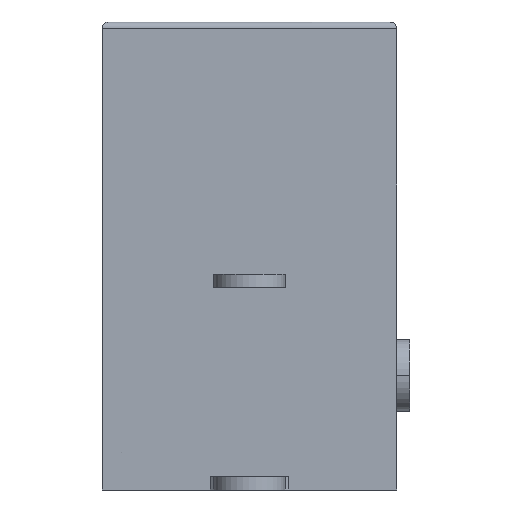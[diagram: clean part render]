
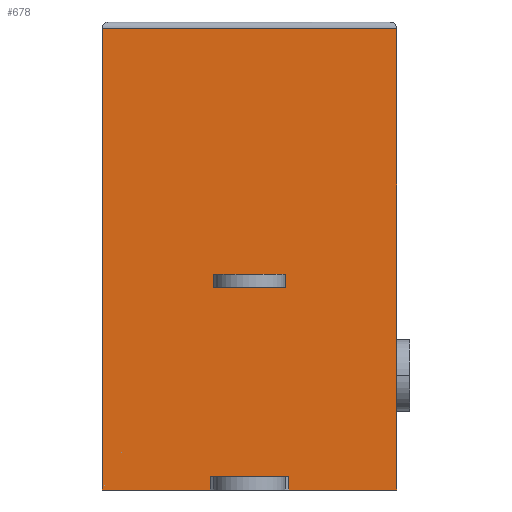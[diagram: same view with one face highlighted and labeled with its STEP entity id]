
A CAD part, front view. The second image highlights one B-rep face of the part: STEP entity #678.
In plain terms, the highlighted planar face has unit normal (0, -1, 0).
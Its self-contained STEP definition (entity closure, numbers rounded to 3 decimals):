
#621 = VERTEX_POINT('',#622);
#622 = CARTESIAN_POINT('',(4.5,-5.5,-0.2));
#628 = EDGE_CURVE('',#629,#621,#631,.T.);
#629 = VERTEX_POINT('',#630);
#630 = CARTESIAN_POINT('',(4.5,-5.5,-9.7));
#631 = LINE('',#632,#633);
#632 = CARTESIAN_POINT('',(4.5,-5.5,-3.3));
#633 = VECTOR('',#634,1.);
#634 = DIRECTION('',(0.,0.,1.));
#653 = VERTEX_POINT('',#654);
#654 = CARTESIAN_POINT('',(4.5,-5.5,-11.9));
#660 = EDGE_CURVE('',#661,#653,#663,.T.);
#661 = VERTEX_POINT('',#662);
#662 = CARTESIAN_POINT('',(4.5,-5.5,-14.3));
#663 = LINE('',#664,#665);
#664 = CARTESIAN_POINT('',(4.5,-5.5,-3.3));
#665 = VECTOR('',#666,1.);
#666 = DIRECTION('',(0.,0.,1.));
#678 = ADVANCED_FACE('',(#679,#759),#793,.T.);
#679 = FACE_BOUND('',#680,.T.);
#680 = EDGE_LOOP('',(#681,#691,#699,#707,#715,#723,#729,#730,#736,#737,
    #745,#753));
#681 = ORIENTED_EDGE('',*,*,#682,.F.);
#682 = EDGE_CURVE('',#683,#685,#687,.T.);
#683 = VERTEX_POINT('',#684);
#684 = CARTESIAN_POINT('',(-1.2,-5.5,-13.9));
#685 = VERTEX_POINT('',#686);
#686 = CARTESIAN_POINT('',(-1.2,-5.5,-14.3));
#687 = LINE('',#688,#689);
#688 = CARTESIAN_POINT('',(-1.2,-5.5,-13.9));
#689 = VECTOR('',#690,1.);
#690 = DIRECTION('',(-0.,-0.,-1.));
#691 = ORIENTED_EDGE('',*,*,#692,.F.);
#692 = EDGE_CURVE('',#693,#683,#695,.T.);
#693 = VERTEX_POINT('',#694);
#694 = CARTESIAN_POINT('',(-1.1,-5.5,-13.9));
#695 = LINE('',#696,#697);
#696 = CARTESIAN_POINT('',(1.2,-5.5,-13.9));
#697 = VECTOR('',#698,1.);
#698 = DIRECTION('',(-1.,0.,0.));
#699 = ORIENTED_EDGE('',*,*,#700,.F.);
#700 = EDGE_CURVE('',#701,#693,#703,.T.);
#701 = VERTEX_POINT('',#702);
#702 = CARTESIAN_POINT('',(1.1,-5.5,-13.9));
#703 = LINE('',#704,#705);
#704 = CARTESIAN_POINT('',(1.2,-5.5,-13.9));
#705 = VECTOR('',#706,1.);
#706 = DIRECTION('',(-1.,0.,0.));
#707 = ORIENTED_EDGE('',*,*,#708,.F.);
#708 = EDGE_CURVE('',#709,#701,#711,.T.);
#709 = VERTEX_POINT('',#710);
#710 = CARTESIAN_POINT('',(1.2,-5.5,-13.9));
#711 = LINE('',#712,#713);
#712 = CARTESIAN_POINT('',(1.2,-5.5,-13.9));
#713 = VECTOR('',#714,1.);
#714 = DIRECTION('',(-1.,0.,0.));
#715 = ORIENTED_EDGE('',*,*,#716,.T.);
#716 = EDGE_CURVE('',#709,#717,#719,.T.);
#717 = VERTEX_POINT('',#718);
#718 = CARTESIAN_POINT('',(1.2,-5.5,-14.3));
#719 = LINE('',#720,#721);
#720 = CARTESIAN_POINT('',(1.2,-5.5,-13.9));
#721 = VECTOR('',#722,1.);
#722 = DIRECTION('',(-0.,-0.,-1.));
#723 = ORIENTED_EDGE('',*,*,#724,.F.);
#724 = EDGE_CURVE('',#661,#717,#725,.T.);
#725 = LINE('',#726,#727);
#726 = CARTESIAN_POINT('',(4.5,-5.5,-14.3));
#727 = VECTOR('',#728,1.);
#728 = DIRECTION('',(-1.,0.,0.));
#729 = ORIENTED_EDGE('',*,*,#660,.T.);
#730 = ORIENTED_EDGE('',*,*,#731,.T.);
#731 = EDGE_CURVE('',#653,#629,#732,.T.);
#732 = LINE('',#733,#734);
#733 = CARTESIAN_POINT('',(4.5,-5.5,-3.3));
#734 = VECTOR('',#735,1.);
#735 = DIRECTION('',(0.,0.,1.));
#736 = ORIENTED_EDGE('',*,*,#628,.T.);
#737 = ORIENTED_EDGE('',*,*,#738,.T.);
#738 = EDGE_CURVE('',#621,#739,#741,.T.);
#739 = VERTEX_POINT('',#740);
#740 = CARTESIAN_POINT('',(-4.5,-5.5,-0.2));
#741 = LINE('',#742,#743);
#742 = CARTESIAN_POINT('',(-4.5,-5.5,-0.2));
#743 = VECTOR('',#744,1.);
#744 = DIRECTION('',(-1.,-0.,-0.));
#745 = ORIENTED_EDGE('',*,*,#746,.F.);
#746 = EDGE_CURVE('',#747,#739,#749,.T.);
#747 = VERTEX_POINT('',#748);
#748 = CARTESIAN_POINT('',(-4.5,-5.5,-14.3));
#749 = LINE('',#750,#751);
#750 = CARTESIAN_POINT('',(-4.5,-5.5,-3.3));
#751 = VECTOR('',#752,1.);
#752 = DIRECTION('',(0.,0.,1.));
#753 = ORIENTED_EDGE('',*,*,#754,.F.);
#754 = EDGE_CURVE('',#685,#747,#755,.T.);
#755 = LINE('',#756,#757);
#756 = CARTESIAN_POINT('',(4.5,-5.5,-14.3));
#757 = VECTOR('',#758,1.);
#758 = DIRECTION('',(-1.,0.,0.));
#759 = FACE_BOUND('',#760,.T.);
#760 = EDGE_LOOP('',(#761,#771,#779,#787));
#761 = ORIENTED_EDGE('',*,*,#762,.F.);
#762 = EDGE_CURVE('',#763,#765,#767,.T.);
#763 = VERTEX_POINT('',#764);
#764 = CARTESIAN_POINT('',(-1.1,-5.5,-7.7));
#765 = VERTEX_POINT('',#766);
#766 = CARTESIAN_POINT('',(-1.1,-5.5,-8.1));
#767 = LINE('',#768,#769);
#768 = CARTESIAN_POINT('',(-1.1,-5.5,-3.3));
#769 = VECTOR('',#770,1.);
#770 = DIRECTION('',(0.,0.,-1.));
#771 = ORIENTED_EDGE('',*,*,#772,.T.);
#772 = EDGE_CURVE('',#763,#773,#775,.T.);
#773 = VERTEX_POINT('',#774);
#774 = CARTESIAN_POINT('',(1.1,-5.5,-7.7));
#775 = LINE('',#776,#777);
#776 = CARTESIAN_POINT('',(-4.5,-5.5,-7.7));
#777 = VECTOR('',#778,1.);
#778 = DIRECTION('',(1.,0.,0.));
#779 = ORIENTED_EDGE('',*,*,#780,.F.);
#780 = EDGE_CURVE('',#781,#773,#783,.T.);
#781 = VERTEX_POINT('',#782);
#782 = CARTESIAN_POINT('',(1.1,-5.5,-8.1));
#783 = LINE('',#784,#785);
#784 = CARTESIAN_POINT('',(1.1,-5.5,-3.3));
#785 = VECTOR('',#786,1.);
#786 = DIRECTION('',(0.,0.,1.));
#787 = ORIENTED_EDGE('',*,*,#788,.F.);
#788 = EDGE_CURVE('',#765,#781,#789,.T.);
#789 = LINE('',#790,#791);
#790 = CARTESIAN_POINT('',(-4.5,-5.5,-8.1));
#791 = VECTOR('',#792,1.);
#792 = DIRECTION('',(1.,0.,0.));
#793 = PLANE('',#794);
#794 = AXIS2_PLACEMENT_3D('',#795,#796,#797);
#795 = CARTESIAN_POINT('',(-4.5,-5.5,-3.3));
#796 = DIRECTION('',(0.,-1.,0.));
#797 = DIRECTION('',(0.,-0.,-1.));
